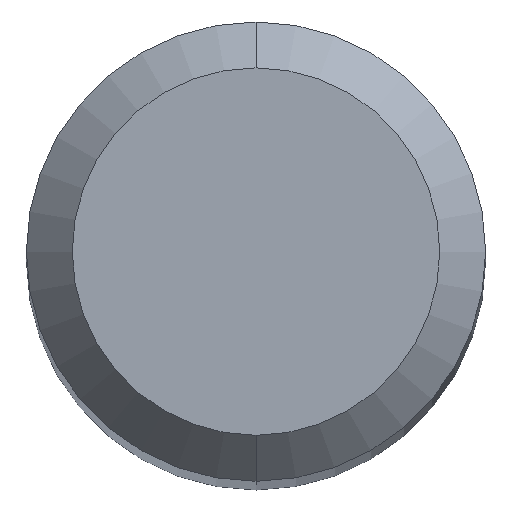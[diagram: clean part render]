
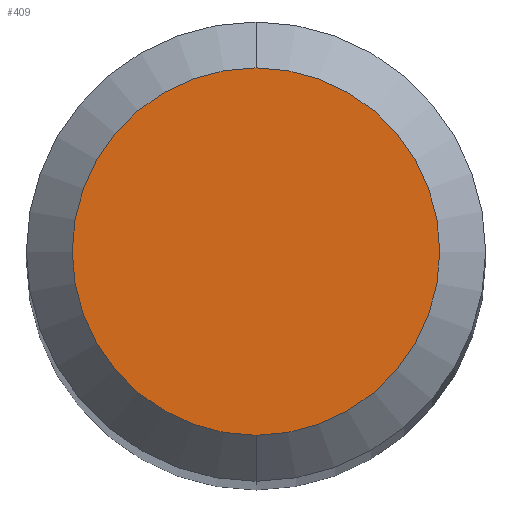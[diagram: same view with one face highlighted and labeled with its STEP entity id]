
A CAD part, top view. The second image highlights one B-rep face of the part: STEP entity #409.
In plain terms, the highlighted planar face has unit normal (0, 0, 1).
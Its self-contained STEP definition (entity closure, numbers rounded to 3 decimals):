
#191=VERTEX_POINT('',#499);
#219=EDGE_CURVE('',#447,#191,#529,.T.);
#343=EDGE_CURVE('',#191,#447,#668,.T.);
#409=ADVANCED_FACE('',(#740),#741,.T.);
#447=VERTEX_POINT('',#783);
#499=CARTESIAN_POINT('',(0.,-1.2,0.0));
#529=CIRCLE('',#916,1.2);
#668=CIRCLE('',#1176,1.2);
#740=FACE_OUTER_BOUND('',#1335,.T.);
#741=PLANE('',#1336);
#783=CARTESIAN_POINT('',(0.0,1.2,0.0));
#916=AXIS2_PLACEMENT_3D('',#1487,#1488,#1489);
#1176=AXIS2_PLACEMENT_3D('',#1666,#1667,#1668);
#1335=EDGE_LOOP('',(#1740,#1741));
#1336=AXIS2_PLACEMENT_3D('',#1742,#1743,#1744);
#1487=CARTESIAN_POINT('',(0.0,0.0,0.0));
#1488=DIRECTION('',(0.0,0.0,-1.0));
#1489=DIRECTION('',(0.0,1.0,0.0));
#1666=CARTESIAN_POINT('',(0.0,0.0,0.0));
#1667=DIRECTION('',(0.0,0.0,-1.0));
#1668=DIRECTION('',(0.0,1.0,0.0));
#1740=ORIENTED_EDGE('',*,*,#219,.F.);
#1741=ORIENTED_EDGE('',*,*,#343,.F.);
#1742=CARTESIAN_POINT('',(0.0,0.6,0.0));
#1743=DIRECTION('',(-0.0,0.0,1.0));
#1744=DIRECTION('',(0.0,-1.0,0.0));
